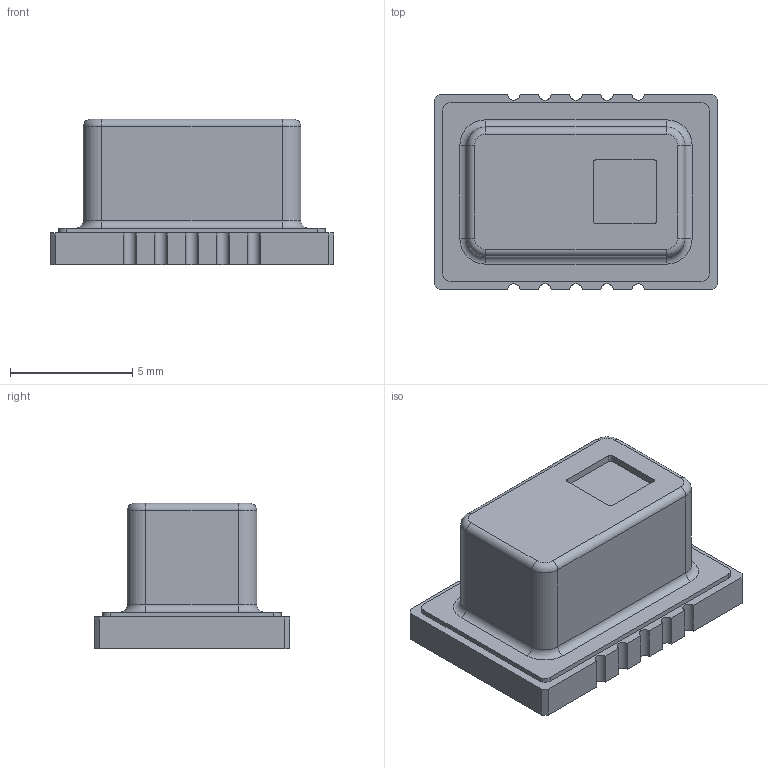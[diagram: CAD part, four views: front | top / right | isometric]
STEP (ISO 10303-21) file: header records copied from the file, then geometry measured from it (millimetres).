
FILE_DESCRIPTION(/* description */ (''),/* implementation_level */ '2;1');
FILE_NAME(/* name */ 'AMG8833.step',/* time_stamp */ '2023-02-19T18:27:45+01:00',/* author */ (''),/* organization */ (''),/* preprocessor_version */ 'ST-DEVELOPER v19.2',/* originating_system */ 'Autodesk Translation Framework v11.17.0.187',/* authorisation */ '');
FILE_SCHEMA (('AUTOMOTIVE_DESIGN { 1 0 10303 214 3 1 1 }'));
Length unit declared in the file: millimetre
Products named in the file (3): AMG8833; Pcb; Casing
Assembly tree (2 placements, depth 2):
  AMG8833
    Pcb
    Casing
Bounding box: 11.6 x 8 x 5.95 mm (x, y, z)
Volume: 340.9 mm3; surface area: 520.4 mm2
Topology: 2 solids, 2 shells, 74 faces, 188 edges, 120 vertices
Faces by surface type: plane 36, cylinder 30, torus 8
Entity records: 2363 total; most frequent: DIRECTION 414, CARTESIAN_POINT 387, ORIENTED_EDGE 376, EDGE_CURVE 188, AXIS2_PLACEMENT_3D 147, LINE 120, VECTOR 120, VERTEX_POINT 120
